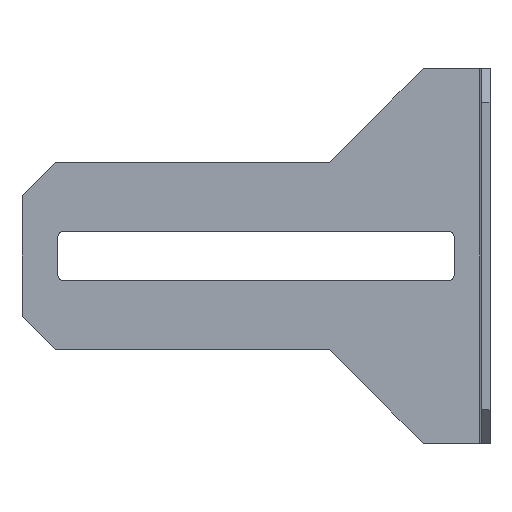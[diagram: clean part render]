
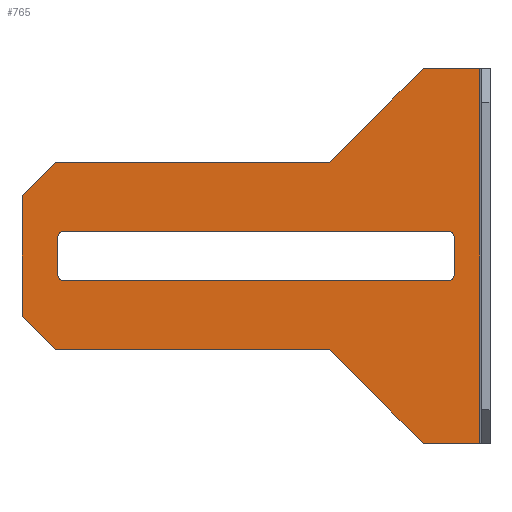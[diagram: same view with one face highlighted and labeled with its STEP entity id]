
A CAD part, left-side view. The second image highlights one B-rep face of the part: STEP entity #765.
In plain terms, the highlighted planar face has unit normal (-1, 0, 0).
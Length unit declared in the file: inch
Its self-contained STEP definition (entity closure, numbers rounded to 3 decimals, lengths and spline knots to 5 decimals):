
#101=FACE_BOUND('',#202,.T.);
#115=CIRCLE('',#832,0.02);
#116=CIRCLE('',#833,0.02);
#117=CIRCLE('',#834,0.02);
#118=CIRCLE('',#835,0.02);
#165=FACE_OUTER_BOUND('',#201,.T.);
#201=EDGE_LOOP('',(#631,#632,#633,#634,#635,#636,#637,#638,#639,#640));
#202=EDGE_LOOP('',(#641,#642,#643,#644,#645,#646,#647,#648));
#251=LINE('',#1166,#327);
#254=LINE('',#1176,#330);
#257=LINE('',#1186,#333);
#261=LINE('',#1194,#337);
#262=LINE('',#1198,#338);
#263=LINE('',#1200,#339);
#264=LINE('',#1202,#340);
#265=LINE('',#1204,#341);
#266=LINE('',#1205,#342);
#267=LINE('',#1206,#343);
#268=LINE('',#1211,#344);
#269=LINE('',#1215,#345);
#270=LINE('',#1219,#346);
#271=LINE('',#1222,#347);
#327=VECTOR('',#943,0.211);
#330=VECTOR('',#954,1.4);
#333=VECTOR('',#965,0.211);
#337=VECTOR('',#973,0.49497);
#338=VECTOR('',#976,1.025);
#339=VECTOR('',#977,0.17678);
#340=VECTOR('',#978,0.45);
#341=VECTOR('',#979,0.17678);
#342=VECTOR('',#980,1.025);
#343=VECTOR('',#981,0.49497);
#344=VECTOR('',#984,1.442);
#345=VECTOR('',#987,0.142);
#346=VECTOR('',#990,1.442);
#347=VECTOR('',#993,0.142);
#399=VERTEX_POINT('',#1163);
#400=VERTEX_POINT('',#1165);
#403=VERTEX_POINT('',#1175);
#406=VERTEX_POINT('',#1184);
#408=VERTEX_POINT('',#1191);
#409=VERTEX_POINT('',#1196);
#410=VERTEX_POINT('',#1197);
#411=VERTEX_POINT('',#1199);
#412=VERTEX_POINT('',#1201);
#413=VERTEX_POINT('',#1203);
#414=VERTEX_POINT('',#1207);
#415=VERTEX_POINT('',#1208);
#416=VERTEX_POINT('',#1210);
#417=VERTEX_POINT('',#1212);
#418=VERTEX_POINT('',#1214);
#419=VERTEX_POINT('',#1216);
#420=VERTEX_POINT('',#1218);
#421=VERTEX_POINT('',#1220);
#476=EDGE_CURVE('',#400,#399,#251,.T.);
#480=EDGE_CURVE('',#399,#403,#254,.T.);
#485=EDGE_CURVE('',#403,#406,#257,.T.);
#489=EDGE_CURVE('',#408,#400,#261,.T.);
#490=EDGE_CURVE('',#409,#410,#262,.T.);
#491=EDGE_CURVE('',#410,#411,#263,.T.);
#492=EDGE_CURVE('',#411,#412,#264,.T.);
#493=EDGE_CURVE('',#412,#413,#265,.T.);
#494=EDGE_CURVE('',#413,#408,#266,.T.);
#495=EDGE_CURVE('',#406,#409,#267,.T.);
#496=EDGE_CURVE('',#414,#415,#115,.T.);
#497=EDGE_CURVE('',#415,#416,#268,.T.);
#498=EDGE_CURVE('',#416,#417,#116,.T.);
#499=EDGE_CURVE('',#417,#418,#269,.T.);
#500=EDGE_CURVE('',#418,#419,#117,.T.);
#501=EDGE_CURVE('',#419,#420,#270,.T.);
#502=EDGE_CURVE('',#420,#421,#118,.T.);
#503=EDGE_CURVE('',#421,#414,#271,.T.);
#631=ORIENTED_EDGE('',*,*,#490,.T.);
#632=ORIENTED_EDGE('',*,*,#491,.T.);
#633=ORIENTED_EDGE('',*,*,#492,.T.);
#634=ORIENTED_EDGE('',*,*,#493,.T.);
#635=ORIENTED_EDGE('',*,*,#494,.T.);
#636=ORIENTED_EDGE('',*,*,#489,.T.);
#637=ORIENTED_EDGE('',*,*,#476,.T.);
#638=ORIENTED_EDGE('',*,*,#480,.T.);
#639=ORIENTED_EDGE('',*,*,#485,.T.);
#640=ORIENTED_EDGE('',*,*,#495,.T.);
#641=ORIENTED_EDGE('',*,*,#496,.T.);
#642=ORIENTED_EDGE('',*,*,#497,.T.);
#643=ORIENTED_EDGE('',*,*,#498,.T.);
#644=ORIENTED_EDGE('',*,*,#499,.T.);
#645=ORIENTED_EDGE('',*,*,#500,.T.);
#646=ORIENTED_EDGE('',*,*,#501,.T.);
#647=ORIENTED_EDGE('',*,*,#502,.T.);
#648=ORIENTED_EDGE('',*,*,#503,.T.);
#735=PLANE('',#831);
#765=ADVANCED_FACE('',(#165,#101),#735,.T.);
#831=AXIS2_PLACEMENT_3D('',#1195,#974,#975);
#832=AXIS2_PLACEMENT_3D('',#1209,#982,#983);
#833=AXIS2_PLACEMENT_3D('',#1213,#985,#986);
#834=AXIS2_PLACEMENT_3D('',#1217,#988,#989);
#835=AXIS2_PLACEMENT_3D('',#1221,#991,#992);
#943=DIRECTION('',(0.,-1.,0.));
#954=DIRECTION('',(0.,0.,1.));
#965=DIRECTION('',(0.,1.,0.));
#973=DIRECTION('',(0.,-0.707,-0.707));
#974=DIRECTION('center_axis',(-1.,0.,0.));
#975=DIRECTION('ref_axis',(0.,0.,1.));
#976=DIRECTION('',(0.,1.,0.));
#977=DIRECTION('',(0.,0.707,-0.707));
#978=DIRECTION('',(0.,0.,-1.));
#979=DIRECTION('',(0.,-0.707,-0.707));
#980=DIRECTION('',(0.,-1.,0.));
#981=DIRECTION('',(0.,0.707,-0.707));
#982=DIRECTION('center_axis',(1.,0.,0.));
#983=DIRECTION('ref_axis',(0.,0.,-1.));
#984=DIRECTION('',(0.,1.,0.));
#985=DIRECTION('center_axis',(1.,0.,0.));
#986=DIRECTION('ref_axis',(0.,0.,-1.));
#987=DIRECTION('',(0.,0.,1.));
#988=DIRECTION('center_axis',(1.,0.,0.));
#989=DIRECTION('ref_axis',(0.,0.,-1.));
#990=DIRECTION('',(0.,-1.,0.));
#991=DIRECTION('center_axis',(1.,0.,0.));
#992=DIRECTION('ref_axis',(0.,0.,-1.));
#993=DIRECTION('',(0.,0.,-1.));
#1163=CARTESIAN_POINT('',(0.469,0.039,-0.7));
#1165=CARTESIAN_POINT('',(0.469,0.25,-0.7));
#1166=CARTESIAN_POINT('',(0.469,0.25,-0.7));
#1175=CARTESIAN_POINT('',(0.469,0.039,0.7));
#1176=CARTESIAN_POINT('',(0.469,0.039,-0.7));
#1184=CARTESIAN_POINT('',(0.469,0.25,0.7));
#1186=CARTESIAN_POINT('',(0.469,0.039,0.7));
#1191=CARTESIAN_POINT('',(0.469,0.6,-0.35));
#1194=CARTESIAN_POINT('',(0.469,0.6,-0.35));
#1195=CARTESIAN_POINT('Origin',(0.469,1.75,-0.7));
#1196=CARTESIAN_POINT('',(0.469,0.6,0.35));
#1197=CARTESIAN_POINT('',(0.469,1.625,0.35));
#1198=CARTESIAN_POINT('',(0.469,0.6,0.35));
#1199=CARTESIAN_POINT('',(0.469,1.75,0.225));
#1200=CARTESIAN_POINT('',(0.469,1.625,0.35));
#1201=CARTESIAN_POINT('',(0.469,1.75,-0.225));
#1202=CARTESIAN_POINT('',(0.469,1.75,0.225));
#1203=CARTESIAN_POINT('',(0.469,1.625,-0.35));
#1204=CARTESIAN_POINT('',(0.469,1.75,-0.225));
#1205=CARTESIAN_POINT('',(0.469,1.625,-0.35));
#1206=CARTESIAN_POINT('',(0.469,0.25,0.7));
#1207=CARTESIAN_POINT('',(0.469,0.134,-0.071));
#1208=CARTESIAN_POINT('',(0.469,0.154,-0.091));
#1209=CARTESIAN_POINT('Origin',(0.469,0.154,-0.071));
#1210=CARTESIAN_POINT('',(0.469,1.596,-0.091));
#1211=CARTESIAN_POINT('',(0.469,0.154,-0.091));
#1212=CARTESIAN_POINT('',(0.469,1.616,-0.071));
#1213=CARTESIAN_POINT('Origin',(0.469,1.596,-0.071));
#1214=CARTESIAN_POINT('',(0.469,1.616,0.071));
#1215=CARTESIAN_POINT('',(0.469,1.616,-0.071));
#1216=CARTESIAN_POINT('',(0.469,1.596,0.091));
#1217=CARTESIAN_POINT('Origin',(0.469,1.596,0.071));
#1218=CARTESIAN_POINT('',(0.469,0.154,0.091));
#1219=CARTESIAN_POINT('',(0.469,1.596,0.091));
#1220=CARTESIAN_POINT('',(0.469,0.134,0.071));
#1221=CARTESIAN_POINT('Origin',(0.469,0.154,0.071));
#1222=CARTESIAN_POINT('',(0.469,0.134,0.071));
